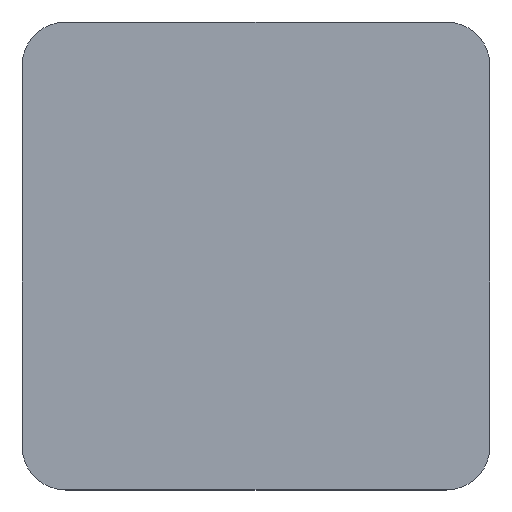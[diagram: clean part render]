
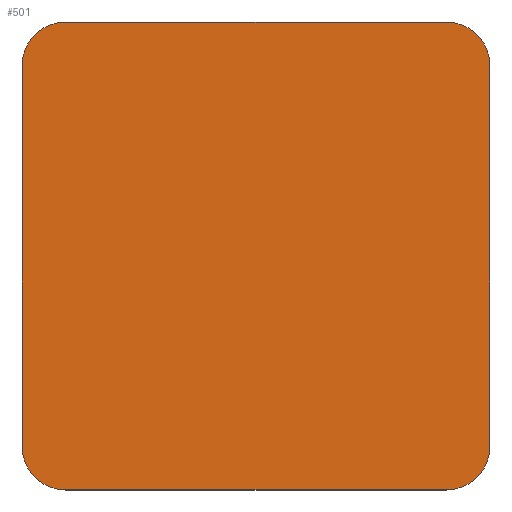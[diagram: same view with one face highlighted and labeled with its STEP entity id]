
A CAD part, top view. The second image highlights one B-rep face of the part: STEP entity #501.
In plain terms, the highlighted planar face has unit normal (0, 0, 1).
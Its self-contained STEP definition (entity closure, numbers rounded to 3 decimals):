
#35=PLANE('',#565);
#74=FACE_OUTER_BOUND('',#107,.T.);
#107=EDGE_LOOP('',(#464,#465,#466,#467,#468,#469,#470,#471));
#145=LINE('',#829,#192);
#148=LINE('',#837,#195);
#151=LINE('',#845,#198);
#154=LINE('',#853,#201);
#192=VECTOR('',#679,10.);
#195=VECTOR('',#688,10.);
#198=VECTOR('',#697,10.);
#201=VECTOR('',#706,10.);
#220=CIRCLE('',#555,1.5);
#221=CIRCLE('',#558,1.5);
#222=CIRCLE('',#561,1.5);
#223=CIRCLE('',#564,1.5);
#261=VERTEX_POINT('',#826);
#262=VERTEX_POINT('',#828);
#263=VERTEX_POINT('',#832);
#264=VERTEX_POINT('',#836);
#265=VERTEX_POINT('',#840);
#266=VERTEX_POINT('',#844);
#267=VERTEX_POINT('',#848);
#268=VERTEX_POINT('',#852);
#322=EDGE_CURVE('',#262,#261,#145,.T.);
#324=EDGE_CURVE('',#263,#262,#220,.T.);
#326=EDGE_CURVE('',#264,#263,#148,.T.);
#328=EDGE_CURVE('',#265,#264,#221,.T.);
#330=EDGE_CURVE('',#266,#265,#151,.T.);
#332=EDGE_CURVE('',#267,#266,#222,.T.);
#334=EDGE_CURVE('',#268,#267,#154,.T.);
#336=EDGE_CURVE('',#261,#268,#223,.T.);
#464=ORIENTED_EDGE('',*,*,#336,.T.);
#465=ORIENTED_EDGE('',*,*,#334,.T.);
#466=ORIENTED_EDGE('',*,*,#332,.T.);
#467=ORIENTED_EDGE('',*,*,#330,.T.);
#468=ORIENTED_EDGE('',*,*,#328,.T.);
#469=ORIENTED_EDGE('',*,*,#326,.T.);
#470=ORIENTED_EDGE('',*,*,#324,.T.);
#471=ORIENTED_EDGE('',*,*,#322,.T.);
#501=ADVANCED_FACE('',(#74),#35,.T.);
#555=AXIS2_PLACEMENT_3D('',#833,#683,#684);
#558=AXIS2_PLACEMENT_3D('',#841,#692,#693);
#561=AXIS2_PLACEMENT_3D('',#849,#701,#702);
#564=AXIS2_PLACEMENT_3D('',#856,#710,#711);
#565=AXIS2_PLACEMENT_3D('',#857,#712,#713);
#679=DIRECTION('',(0.,-1.,0.));
#683=DIRECTION('center_axis',(0.,0.,1.));
#684=DIRECTION('ref_axis',(0.,1.,0.));
#688=DIRECTION('',(-1.,0.,0.));
#692=DIRECTION('center_axis',(0.,0.,1.));
#693=DIRECTION('ref_axis',(1.,0.,0.));
#697=DIRECTION('',(0.,1.,0.));
#701=DIRECTION('center_axis',(0.,0.,1.));
#702=DIRECTION('ref_axis',(0.,-1.,0.));
#706=DIRECTION('',(1.,0.,0.));
#710=DIRECTION('center_axis',(0.,0.,1.));
#711=DIRECTION('ref_axis',(-1.,0.,0.));
#712=DIRECTION('center_axis',(0.,0.,1.));
#713=DIRECTION('ref_axis',(-1.,0.,0.));
#826=CARTESIAN_POINT('',(277.75,-35.075,2.2));
#828=CARTESIAN_POINT('',(277.75,-22.075,2.2));
#829=CARTESIAN_POINT('',(277.75,-35.075,2.2));
#832=CARTESIAN_POINT('',(279.25,-20.575,2.2));
#833=CARTESIAN_POINT('Origin',(279.25,-22.075,2.2));
#836=CARTESIAN_POINT('',(292.25,-20.575,2.2));
#837=CARTESIAN_POINT('',(279.25,-20.575,2.2));
#840=CARTESIAN_POINT('',(293.75,-22.075,2.2));
#841=CARTESIAN_POINT('Origin',(292.25,-22.075,2.2));
#844=CARTESIAN_POINT('',(293.75,-35.075,2.2));
#845=CARTESIAN_POINT('',(293.75,-22.075,2.2));
#848=CARTESIAN_POINT('',(292.25,-36.575,2.2));
#849=CARTESIAN_POINT('Origin',(292.25,-35.075,2.2));
#852=CARTESIAN_POINT('',(279.25,-36.575,2.2));
#853=CARTESIAN_POINT('',(292.25,-36.575,2.2));
#856=CARTESIAN_POINT('Origin',(279.25,-35.075,2.2));
#857=CARTESIAN_POINT('Origin',(285.75,-28.575,2.2));
